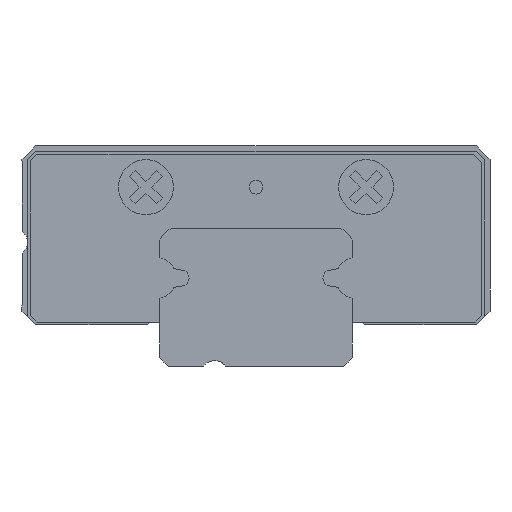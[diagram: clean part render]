
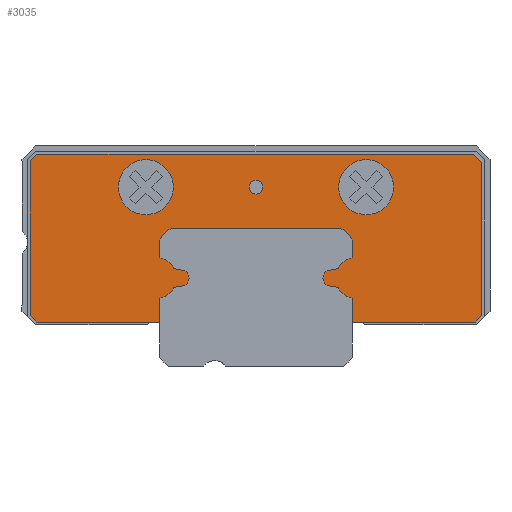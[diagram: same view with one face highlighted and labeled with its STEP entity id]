
A CAD part, front view. The second image highlights one B-rep face of the part: STEP entity #3035.
In plain terms, the highlighted planar face has unit normal (0, -1, 0).
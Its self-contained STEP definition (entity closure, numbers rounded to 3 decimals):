
#103=LINE('',#5489,#458);
#104=LINE('',#5492,#459);
#105=LINE('',#5494,#460);
#106=LINE('',#5496,#461);
#107=LINE('',#5498,#462);
#108=LINE('',#5500,#463);
#109=LINE('',#5502,#464);
#110=LINE('',#5504,#465);
#111=LINE('',#5506,#466);
#112=LINE('',#5510,#467);
#113=LINE('',#5514,#468);
#114=LINE('',#5518,#469);
#115=LINE('',#5522,#470);
#116=LINE('',#5526,#471);
#117=LINE('',#5530,#472);
#118=LINE('',#5534,#473);
#119=LINE('',#5538,#474);
#120=LINE('',#5540,#475);
#458=VECTOR('',#4621,1000.);
#459=VECTOR('',#4622,1000.);
#460=VECTOR('',#4623,1000.);
#461=VECTOR('',#4624,1000.);
#462=VECTOR('',#4625,1000.);
#463=VECTOR('',#4626,1000.);
#464=VECTOR('',#4627,1000.);
#465=VECTOR('',#4628,1000.);
#466=VECTOR('',#4629,1000.);
#467=VECTOR('',#4632,1000.);
#468=VECTOR('',#4635,1000.);
#469=VECTOR('',#4638,1000.);
#470=VECTOR('',#4641,1000.);
#471=VECTOR('',#4644,1000.);
#472=VECTOR('',#4647,1000.);
#473=VECTOR('',#4650,1000.);
#474=VECTOR('',#4653,1000.);
#475=VECTOR('',#4654,1000.);
#765=PLANE('',#4223);
#1077=ORIENTED_EDGE('',*,*,#1857,.F.);
#1078=ORIENTED_EDGE('',*,*,#1858,.F.);
#1079=ORIENTED_EDGE('',*,*,#1859,.T.);
#1080=ORIENTED_EDGE('',*,*,#1860,.T.);
#1081=ORIENTED_EDGE('',*,*,#1861,.T.);
#1082=ORIENTED_EDGE('',*,*,#1862,.T.);
#1083=ORIENTED_EDGE('',*,*,#1863,.T.);
#1084=ORIENTED_EDGE('',*,*,#1864,.T.);
#1085=ORIENTED_EDGE('',*,*,#1865,.T.);
#1086=ORIENTED_EDGE('',*,*,#1866,.T.);
#1087=ORIENTED_EDGE('',*,*,#1867,.T.);
#1088=ORIENTED_EDGE('',*,*,#1868,.T.);
#1089=ORIENTED_EDGE('',*,*,#1869,.T.);
#1090=ORIENTED_EDGE('',*,*,#1870,.T.);
#1091=ORIENTED_EDGE('',*,*,#1871,.T.);
#1092=ORIENTED_EDGE('',*,*,#1872,.T.);
#1093=ORIENTED_EDGE('',*,*,#1873,.T.);
#1094=ORIENTED_EDGE('',*,*,#1874,.T.);
#1095=ORIENTED_EDGE('',*,*,#1875,.T.);
#1096=ORIENTED_EDGE('',*,*,#1876,.T.);
#1097=ORIENTED_EDGE('',*,*,#1877,.T.);
#1098=ORIENTED_EDGE('',*,*,#1878,.T.);
#1099=ORIENTED_EDGE('',*,*,#1879,.T.);
#1100=ORIENTED_EDGE('',*,*,#1880,.T.);
#1101=ORIENTED_EDGE('',*,*,#1881,.T.);
#1102=ORIENTED_EDGE('',*,*,#1882,.T.);
#1103=ORIENTED_EDGE('',*,*,#1883,.T.);
#1104=ORIENTED_EDGE('',*,*,#1884,.T.);
#1105=ORIENTED_EDGE('',*,*,#1885,.F.);
#1857=EDGE_CURVE('',#2264,#2264,#2522,.T.);
#1858=EDGE_CURVE('',#2265,#2265,#2523,.T.);
#1859=EDGE_CURVE('',#2266,#2267,#103,.T.);
#1860=EDGE_CURVE('',#2267,#2268,#104,.T.);
#1861=EDGE_CURVE('',#2268,#2269,#105,.T.);
#1862=EDGE_CURVE('',#2269,#2270,#106,.T.);
#1863=EDGE_CURVE('',#2270,#2271,#107,.T.);
#1864=EDGE_CURVE('',#2271,#2272,#108,.T.);
#1865=EDGE_CURVE('',#2272,#2273,#109,.T.);
#1866=EDGE_CURVE('',#2273,#2274,#110,.T.);
#1867=EDGE_CURVE('',#2274,#2275,#111,.T.);
#1868=EDGE_CURVE('',#2275,#2276,#2524,.T.);
#1869=EDGE_CURVE('',#2276,#2277,#112,.T.);
#1870=EDGE_CURVE('',#2277,#2278,#2525,.T.);
#1871=EDGE_CURVE('',#2278,#2279,#113,.T.);
#1872=EDGE_CURVE('',#2279,#2280,#2526,.T.);
#1873=EDGE_CURVE('',#2280,#2281,#114,.T.);
#1874=EDGE_CURVE('',#2281,#2282,#2527,.T.);
#1875=EDGE_CURVE('',#2282,#2283,#115,.T.);
#1876=EDGE_CURVE('',#2283,#2284,#2528,.T.);
#1877=EDGE_CURVE('',#2284,#2285,#116,.T.);
#1878=EDGE_CURVE('',#2285,#2286,#2529,.T.);
#1879=EDGE_CURVE('',#2286,#2287,#117,.T.);
#1880=EDGE_CURVE('',#2287,#2288,#2530,.T.);
#1881=EDGE_CURVE('',#2288,#2289,#118,.T.);
#1882=EDGE_CURVE('',#2289,#2290,#2531,.T.);
#1883=EDGE_CURVE('',#2290,#2291,#119,.T.);
#1884=EDGE_CURVE('',#2291,#2266,#120,.T.);
#1885=EDGE_CURVE('',#2292,#2292,#2532,.T.);
#2264=VERTEX_POINT('',#5486);
#2265=VERTEX_POINT('',#5488);
#2266=VERTEX_POINT('',#5490);
#2267=VERTEX_POINT('',#5491);
#2268=VERTEX_POINT('',#5493);
#2269=VERTEX_POINT('',#5495);
#2270=VERTEX_POINT('',#5497);
#2271=VERTEX_POINT('',#5499);
#2272=VERTEX_POINT('',#5501);
#2273=VERTEX_POINT('',#5503);
#2274=VERTEX_POINT('',#5505);
#2275=VERTEX_POINT('',#5507);
#2276=VERTEX_POINT('',#5509);
#2277=VERTEX_POINT('',#5511);
#2278=VERTEX_POINT('',#5513);
#2279=VERTEX_POINT('',#5515);
#2280=VERTEX_POINT('',#5517);
#2281=VERTEX_POINT('',#5519);
#2282=VERTEX_POINT('',#5521);
#2283=VERTEX_POINT('',#5523);
#2284=VERTEX_POINT('',#5525);
#2285=VERTEX_POINT('',#5527);
#2286=VERTEX_POINT('',#5529);
#2287=VERTEX_POINT('',#5531);
#2288=VERTEX_POINT('',#5533);
#2289=VERTEX_POINT('',#5535);
#2290=VERTEX_POINT('',#5537);
#2291=VERTEX_POINT('',#5539);
#2292=VERTEX_POINT('',#5542);
#2522=CIRCLE('',#4224,0.25);
#2523=CIRCLE('',#4225,1.);
#2524=CIRCLE('',#4226,0.75);
#2525=CIRCLE('',#4227,0.32);
#2526=CIRCLE('',#4228,0.75);
#2527=CIRCLE('',#4229,0.95);
#2528=CIRCLE('',#4230,0.95);
#2529=CIRCLE('',#4231,0.75);
#2530=CIRCLE('',#4232,0.32);
#2531=CIRCLE('',#4233,0.75);
#2532=CIRCLE('',#4234,1.);
#2600=EDGE_LOOP('',(#1077));
#2601=EDGE_LOOP('',(#1078));
#2602=EDGE_LOOP('',(#1079,#1080,#1081,#1082,#1083,#1084,#1085,#1086,#1087,
#1088,#1089,#1090,#1091,#1092,#1093,#1094,#1095,#1096,#1097,#1098,#1099,
#1100,#1101,#1102,#1103,#1104));
#2603=EDGE_LOOP('',(#1105));
#2805=FACE_BOUND('',#2600,.T.);
#2806=FACE_BOUND('',#2601,.T.);
#2807=FACE_BOUND('',#2602,.T.);
#2808=FACE_BOUND('',#2603,.T.);
#3035=ADVANCED_FACE('',(#2805,#2806,#2807,#2808),#765,.T.);
#4223=AXIS2_PLACEMENT_3D('',#5484,#4615,#4616);
#4224=AXIS2_PLACEMENT_3D('',#5485,#4617,#4618);
#4225=AXIS2_PLACEMENT_3D('',#5487,#4619,#4620);
#4226=AXIS2_PLACEMENT_3D('',#5508,#4630,#4631);
#4227=AXIS2_PLACEMENT_3D('',#5512,#4633,#4634);
#4228=AXIS2_PLACEMENT_3D('',#5516,#4636,#4637);
#4229=AXIS2_PLACEMENT_3D('',#5520,#4639,#4640);
#4230=AXIS2_PLACEMENT_3D('',#5524,#4642,#4643);
#4231=AXIS2_PLACEMENT_3D('',#5528,#4645,#4646);
#4232=AXIS2_PLACEMENT_3D('',#5532,#4648,#4649);
#4233=AXIS2_PLACEMENT_3D('',#5536,#4651,#4652);
#4234=AXIS2_PLACEMENT_3D('',#5541,#4655,#4656);
#4615=DIRECTION('',(0.,-1.,0.));
#4616=DIRECTION('',(0.,0.,-1.));
#4617=DIRECTION('',(0.,-1.,0.));
#4618=DIRECTION('',(1.,0.,0.));
#4619=DIRECTION('',(0.,-1.,0.));
#4620=DIRECTION('',(1.,0.,0.));
#4621=DIRECTION('',(0.707,0.,0.707));
#4622=DIRECTION('',(0.,0.,1.));
#4623=DIRECTION('',(-0.707,0.,0.707));
#4624=DIRECTION('',(-1.,0.,0.));
#4625=DIRECTION('',(-0.707,0.,-0.707));
#4626=DIRECTION('',(0.,0.,-1.));
#4627=DIRECTION('',(0.707,0.,-0.707));
#4628=DIRECTION('',(1.,0.,0.));
#4629=DIRECTION('',(0.,0.,1.));
#4630=DIRECTION('',(0.,-1.,0.));
#4631=DIRECTION('',(1.,0.,0.));
#4632=DIRECTION('',(0.985,0.,0.174));
#4633=DIRECTION('',(0.,-1.,0.));
#4634=DIRECTION('',(-1.,0.,0.));
#4635=DIRECTION('',(-0.985,0.,0.174));
#4636=DIRECTION('',(0.,-1.,0.));
#4637=DIRECTION('',(1.,0.,0.));
#4638=DIRECTION('',(0.,0.,1.));
#4639=DIRECTION('',(0.,1.,0.));
#4640=DIRECTION('',(1.,0.,0.));
#4641=DIRECTION('',(1.,0.,0.));
#4642=DIRECTION('',(0.,1.,0.));
#4643=DIRECTION('',(1.,0.,0.));
#4644=DIRECTION('',(0.,0.,-1.));
#4645=DIRECTION('',(0.,-1.,0.));
#4646=DIRECTION('',(1.,0.,0.));
#4647=DIRECTION('',(-0.985,0.,-0.174));
#4648=DIRECTION('',(0.,-1.,0.));
#4649=DIRECTION('',(1.,0.,0.));
#4650=DIRECTION('',(0.985,0.,-0.174));
#4651=DIRECTION('',(0.,-1.,0.));
#4652=DIRECTION('',(1.,0.,0.));
#4653=DIRECTION('',(0.,0.,-1.));
#4654=DIRECTION('',(1.,0.,0.));
#4655=DIRECTION('',(0.,-1.,0.));
#4656=DIRECTION('',(1.,0.,0.));
#5484=CARTESIAN_POINT('',(-3.65,-11.45,3.2));
#5485=CARTESIAN_POINT('',(0.,-11.45,6.5));
#5486=CARTESIAN_POINT('',(0.25,-11.45,6.5));
#5487=CARTESIAN_POINT('',(-4.,-11.45,6.5));
#5488=CARTESIAN_POINT('',(-3.,-11.45,6.5));
#5489=CARTESIAN_POINT('',(7.959,-11.45,1.6));
#5490=CARTESIAN_POINT('',(7.959,-11.45,1.6));
#5491=CARTESIAN_POINT('',(8.2,-11.45,1.841));
#5492=CARTESIAN_POINT('',(8.2,-11.45,1.841));
#5493=CARTESIAN_POINT('',(8.2,-11.45,7.4));
#5494=CARTESIAN_POINT('',(7.9,-11.45,7.7));
#5495=CARTESIAN_POINT('',(7.9,-11.45,7.7));
#5496=CARTESIAN_POINT('',(7.9,-11.45,7.7));
#5497=CARTESIAN_POINT('',(-7.959,-11.45,7.7));
#5498=CARTESIAN_POINT('',(-7.959,-11.45,7.7));
#5499=CARTESIAN_POINT('',(-8.2,-11.45,7.459));
#5500=CARTESIAN_POINT('',(-8.2,-11.45,7.459));
#5501=CARTESIAN_POINT('',(-8.2,-11.45,1.841));
#5502=CARTESIAN_POINT('',(-8.2,-11.45,1.841));
#5503=CARTESIAN_POINT('',(-7.959,-11.45,1.6));
#5504=CARTESIAN_POINT('',(-7.959,-11.45,1.6));
#5505=CARTESIAN_POINT('',(-3.5,-11.45,1.6));
#5506=CARTESIAN_POINT('',(-3.5,-11.45,1.6));
#5507=CARTESIAN_POINT('',(-3.5,-11.45,2.465));
#5508=CARTESIAN_POINT('',(-3.65,-11.45,3.2));
#5509=CARTESIAN_POINT('',(-2.983,-11.45,2.858));
#5510=CARTESIAN_POINT('',(-2.983,-11.45,2.858));
#5511=CARTESIAN_POINT('',(-2.581,-11.45,2.929));
#5512=CARTESIAN_POINT('',(-2.75,-11.45,3.2));
#5513=CARTESIAN_POINT('',(-2.581,-11.45,3.471));
#5514=CARTESIAN_POINT('',(-2.581,-11.45,3.471));
#5515=CARTESIAN_POINT('',(-2.983,-11.45,3.542));
#5516=CARTESIAN_POINT('',(-3.65,-11.45,3.2));
#5517=CARTESIAN_POINT('',(-3.5,-11.45,3.935));
#5518=CARTESIAN_POINT('',(-3.5,-11.45,3.935));
#5519=CARTESIAN_POINT('',(-3.5,-11.45,4.574));
#5520=CARTESIAN_POINT('',(-2.65,-11.45,4.15));
#5521=CARTESIAN_POINT('',(-3.074,-11.45,5.));
#5522=CARTESIAN_POINT('',(-3.074,-11.45,5.));
#5523=CARTESIAN_POINT('',(3.074,-11.45,5.));
#5524=CARTESIAN_POINT('',(2.65,-11.45,4.15));
#5525=CARTESIAN_POINT('',(3.5,-11.45,4.574));
#5526=CARTESIAN_POINT('',(3.5,-11.45,4.574));
#5527=CARTESIAN_POINT('',(3.5,-11.45,3.935));
#5528=CARTESIAN_POINT('',(3.65,-11.45,3.2));
#5529=CARTESIAN_POINT('',(2.983,-11.45,3.542));
#5530=CARTESIAN_POINT('',(2.983,-11.45,3.542));
#5531=CARTESIAN_POINT('',(2.581,-11.45,3.471));
#5532=CARTESIAN_POINT('',(2.75,-11.45,3.2));
#5533=CARTESIAN_POINT('',(2.581,-11.45,2.929));
#5534=CARTESIAN_POINT('',(2.581,-11.45,2.929));
#5535=CARTESIAN_POINT('',(2.983,-11.45,2.858));
#5536=CARTESIAN_POINT('',(3.65,-11.45,3.2));
#5537=CARTESIAN_POINT('',(3.5,-11.45,2.465));
#5538=CARTESIAN_POINT('',(3.5,-11.45,2.465));
#5539=CARTESIAN_POINT('',(3.5,-11.45,1.6));
#5540=CARTESIAN_POINT('',(3.5,-11.45,1.6));
#5541=CARTESIAN_POINT('',(4.,-11.45,6.5));
#5542=CARTESIAN_POINT('',(5.,-11.45,6.5));
